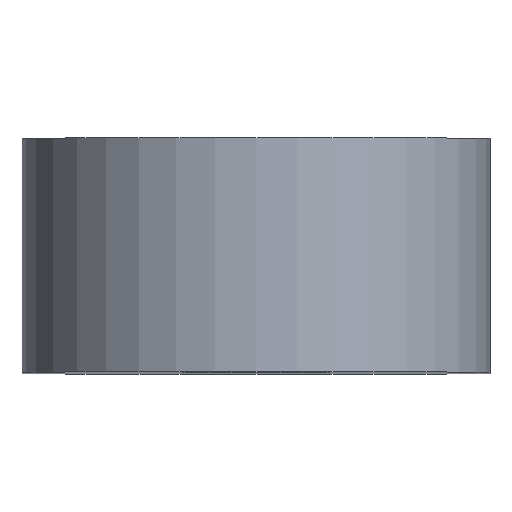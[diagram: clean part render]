
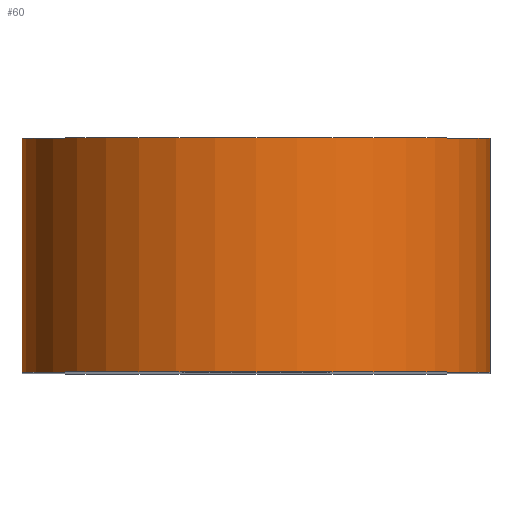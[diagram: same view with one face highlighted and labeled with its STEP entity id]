
A CAD part, top view. The second image highlights one B-rep face of the part: STEP entity #60.
In plain terms, the highlighted cylindrical face has radius 5.08 mm (diameter 10.16 mm), a partial arc.
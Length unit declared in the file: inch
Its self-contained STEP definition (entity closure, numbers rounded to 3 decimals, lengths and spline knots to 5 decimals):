
#46=CYLINDRICAL_SURFACE('',#173,0.2);
#52=CIRCLE('',#171,0.2);
#53=CIRCLE('',#172,0.2);
#60=ADVANCED_FACE('',(#71),#46,.T.);
#71=FACE_OUTER_BOUND('',#77,.T.);
#77=EDGE_LOOP('',(#100,#101,#102,#103));
#100=ORIENTED_EDGE('',*,*,#142,.T.);
#101=ORIENTED_EDGE('',*,*,#133,.F.);
#102=ORIENTED_EDGE('',*,*,#143,.F.);
#103=ORIENTED_EDGE('',*,*,#138,.T.);
#118=VERTEX_POINT('',#223);
#121=VERTEX_POINT('',#228);
#124=VERTEX_POINT('',#238);
#125=VERTEX_POINT('',#240);
#133=EDGE_CURVE('',#121,#118,#149,.T.);
#138=EDGE_CURVE('',#125,#124,#152,.T.);
#142=EDGE_CURVE('',#124,#118,#52,.T.);
#143=EDGE_CURVE('',#125,#121,#53,.T.);
#149=LINE('',#229,#157);
#152=LINE('',#239,#160);
#157=VECTOR('',#184,1.);
#160=VECTOR('',#195,1.);
#171=AXIS2_PLACEMENT_3D('',#248,#205,#206);
#172=AXIS2_PLACEMENT_3D('',#249,#207,#208);
#173=AXIS2_PLACEMENT_3D('',#250,#209,#210);
#184=DIRECTION('',(0.,1.,0.));
#195=DIRECTION('',(0.,1.,0.));
#205=DIRECTION('',(0.,-1.,0.));
#206=DIRECTION('',(1.,0.,0.));
#207=DIRECTION('',(0.,-1.,0.));
#208=DIRECTION('',(1.,0.,0.));
#209=DIRECTION('',(0.,1.,0.));
#210=DIRECTION('',(0.,0.,1.));
#223=CARTESIAN_POINT('',(-0.32151,0.,0.53198));
#228=CARTESIAN_POINT('',(-0.32151,-0.2,0.53198));
#229=CARTESIAN_POINT('',(-0.32151,-0.2,0.53198));
#238=CARTESIAN_POINT('',(0.07849,0.,0.53198));
#239=CARTESIAN_POINT('',(0.07849,-0.2,0.53198));
#240=CARTESIAN_POINT('',(0.07849,-0.2,0.53198));
#248=CARTESIAN_POINT('',(-0.12151,0.,0.53198));
#249=CARTESIAN_POINT('',(-0.12151,-0.2,0.53198));
#250=CARTESIAN_POINT('',(-0.12151,-0.2,0.53198));
